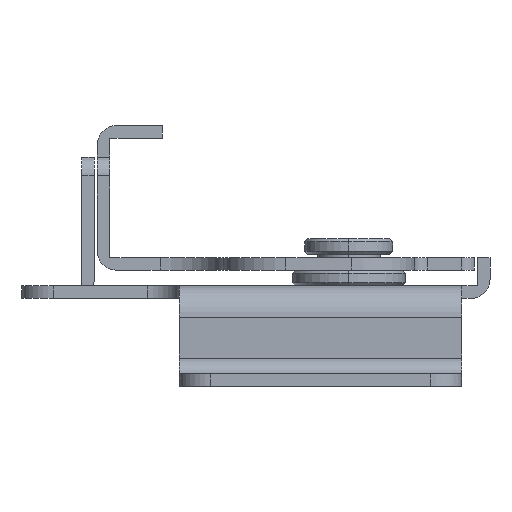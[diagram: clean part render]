
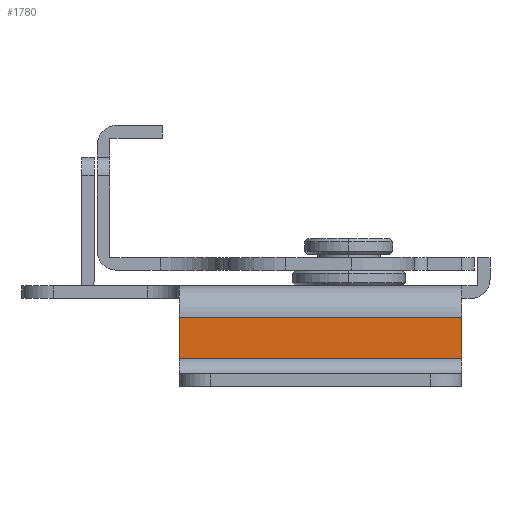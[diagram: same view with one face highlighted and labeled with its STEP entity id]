
A CAD part, left-side view. The second image highlights one B-rep face of the part: STEP entity #1780.
In plain terms, the highlighted planar face has unit normal (-1, 0, 0).
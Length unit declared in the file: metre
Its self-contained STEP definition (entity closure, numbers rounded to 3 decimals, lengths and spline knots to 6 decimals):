
#447=DIRECTION('',(0.,0.,1.));
#448=VECTOR('',#447,0.0065);
#449=CARTESIAN_POINT('',(0.016505,0.0045,-0.03));
#450=LINE('',#449,#448);
#456=DIRECTION('',(0.,0.,1.));
#457=VECTOR('',#456,0.0065);
#458=CARTESIAN_POINT('',(0.016505,0.0495,-0.03));
#459=LINE('',#458,#457);
#491=DIRECTION('',(0.,-1.,0.));
#492=VECTOR('',#491,0.045);
#493=CARTESIAN_POINT('',(0.016505,0.0495,-0.0235));
#494=LINE('',#493,#492);
#499=DIRECTION('',(0.,1.,0.));
#500=VECTOR('',#499,0.045);
#501=CARTESIAN_POINT('',(0.016505,0.0045,-0.03));
#502=LINE('',#501,#500);
#1156=CARTESIAN_POINT('',(0.016505,0.0045,-0.0235));
#1158=VERTEX_POINT('',#1156);
#1171=CARTESIAN_POINT('',(0.016505,0.0045,-0.03));
#1172=VERTEX_POINT('',#1171);
#1173=CARTESIAN_POINT('',(0.016505,0.0495,-0.0235));
#1174=VERTEX_POINT('',#1173);
#1177=CARTESIAN_POINT('',(0.016505,0.0495,-0.03));
#1178=VERTEX_POINT('',#1177);
#1766=CARTESIAN_POINT('',(0.016505,0.0495,-0.0205));
#1767=DIRECTION('',(-1.,0.,0.));
#1768=DIRECTION('',(0.,-1.,0.));
#1769=AXIS2_PLACEMENT_3D('',#1766,#1767,#1768);
#1770=PLANE('',#1769);
#1772=ORIENTED_EDGE('',*,*,#1771,.T.);
#1774=ORIENTED_EDGE('',*,*,#1773,.T.);
#1775=ORIENTED_EDGE('',*,*,#1741,.F.);
#1777=ORIENTED_EDGE('',*,*,#1776,.T.);
#1778=EDGE_LOOP('',(#1772,#1774,#1775,#1777));
#1779=FACE_OUTER_BOUND('',#1778,.F.);
#1780=ADVANCED_FACE('',(#1779),#1770,.T.);
#1741=EDGE_CURVE('',#1172,#1158,#450,.T.);
#1771=EDGE_CURVE('',#1178,#1174,#459,.T.);
#1773=EDGE_CURVE('',#1174,#1158,#494,.T.);
#1776=EDGE_CURVE('',#1172,#1178,#502,.T.);
